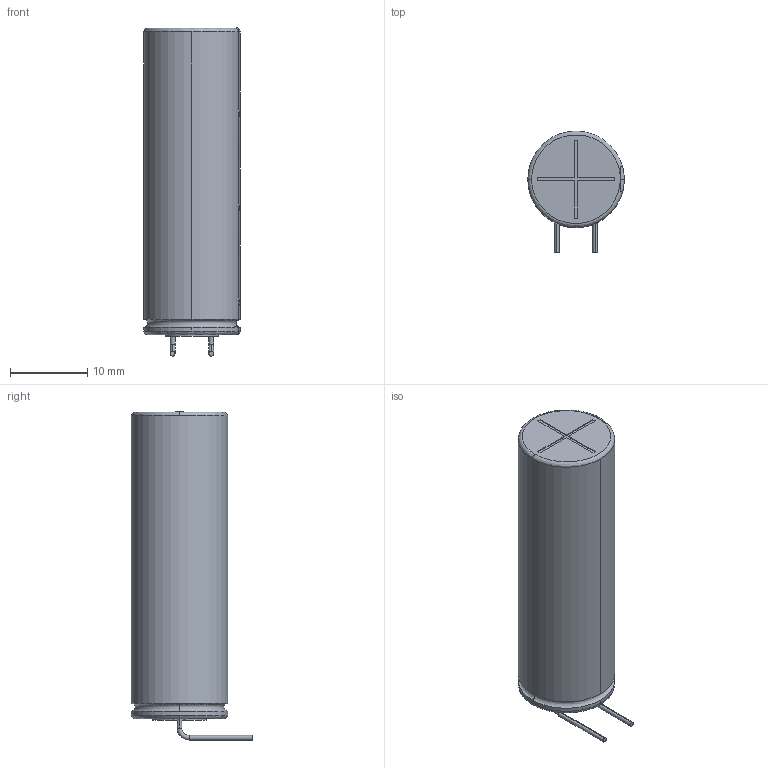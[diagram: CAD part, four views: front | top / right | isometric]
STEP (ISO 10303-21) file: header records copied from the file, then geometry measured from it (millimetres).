
FILE_DESCRIPTION (( 'STEP AP214' ), '1' );
FILE_NAME ('User Library-CAPAER_D125_L400_P050_W006X030_CAPAER_D125_L400_P050_W006X030.STEP', '2018-09-11T09:57:54', ( '' ), ( '' ), 'SwSTEP 2.0', 'SolidWorks 2018', '' );
FILE_SCHEMA (( 'AUTOMOTIVE_DESIGN' ));
Length unit declared in the file: millimetre
Products named in the file (1): User Library-CAPAER_D125_L400_P050_W006X030_CAPAER_D125_L400_P050_W006X030
Bounding box: 12.51 x 15.75 x 42.57 mm (x, y, z)
Volume: 4868.5 mm3; surface area: 1874.8 mm2
Topology: 1 solids, 1 shells, 106 faces, 288 edges, 188 vertices
Faces by surface type: plane 56, cylinder 32, bspline 12, torus 4, cone 2
Entity records: 4325 total; most frequent: CARTESIAN_POINT 1193, ORIENTED_EDGE 568, DIRECTION 471, EDGE_CURVE 284, VERTEX_POINT 188, AXIS2_PLACEMENT_3D 166, VECTOR 139, LINE 139
